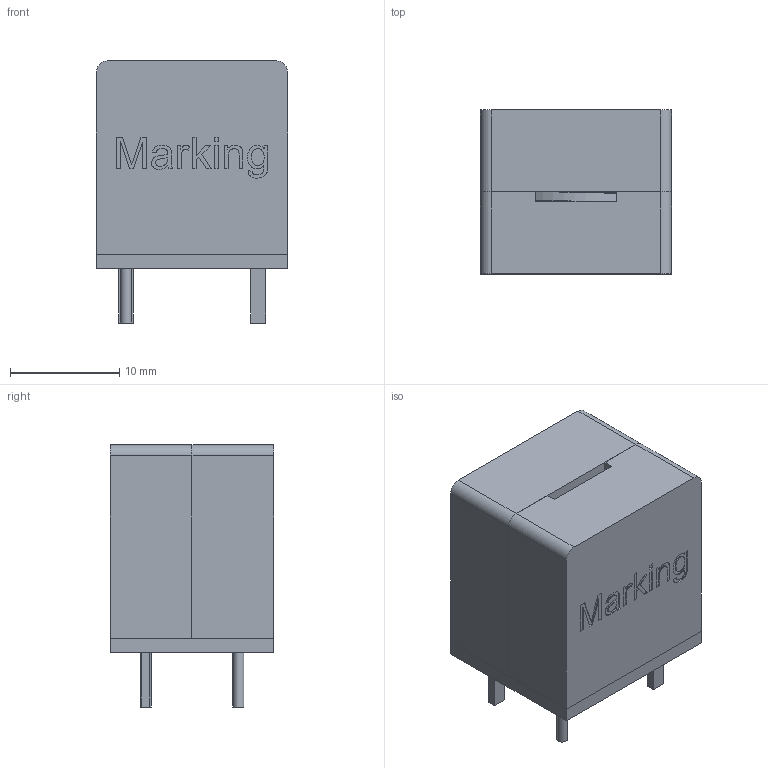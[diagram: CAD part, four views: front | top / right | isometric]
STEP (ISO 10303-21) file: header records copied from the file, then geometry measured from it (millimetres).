
FILE_DESCRIPTION(/* description */ ('Unknown'),/* implementation_level */ '2;1');
FILE_NAME(/* name */ '74441715xxx',/* time_stamp */ '2019-05-07T14:45:05+02:00',/* author */ ('Unknown'),/* organization */ ('Unknown'),/* preprocessor_version */ 'ST-DEVELOPER v16.7',/* originating_system */ 'DEX',/* authorisation */ $);
FILE_SCHEMA (('AUTOMOTIVE_DESIGN {1 0 10303 214 3 1 1}'));
Length unit declared in the file: millimetre
Products named in the file (5): 74441715xxx; Ferrite_2; Ferrite_1; Base; Coil
Assembly tree (4 placements, depth 2):
  74441715xxx
    Ferrite_2
    Ferrite_1
    Base
    Coil
Bounding box: 17.5 x 15 x 24 mm (x, y, z)
Volume: 4214.8 mm3; surface area: 5296.2 mm2
Topology: 4 solids, 4 shells, 134 faces, 329 edges, 217 vertices
Faces by surface type: plane 104, bspline 18, cylinder 12
Full cylindrical faces by diameter (mm): 1 x2, 9 x1, 9.3 x1
Entity records: 6487 total; most frequent: CARTESIAN_POINT 2656, ORIENTED_EDGE 646, DIRECTION 462, EDGE_CURVE 323, VERTEX_POINT 216, LINE 170, VECTOR 170, EDGE_LOOP 153
